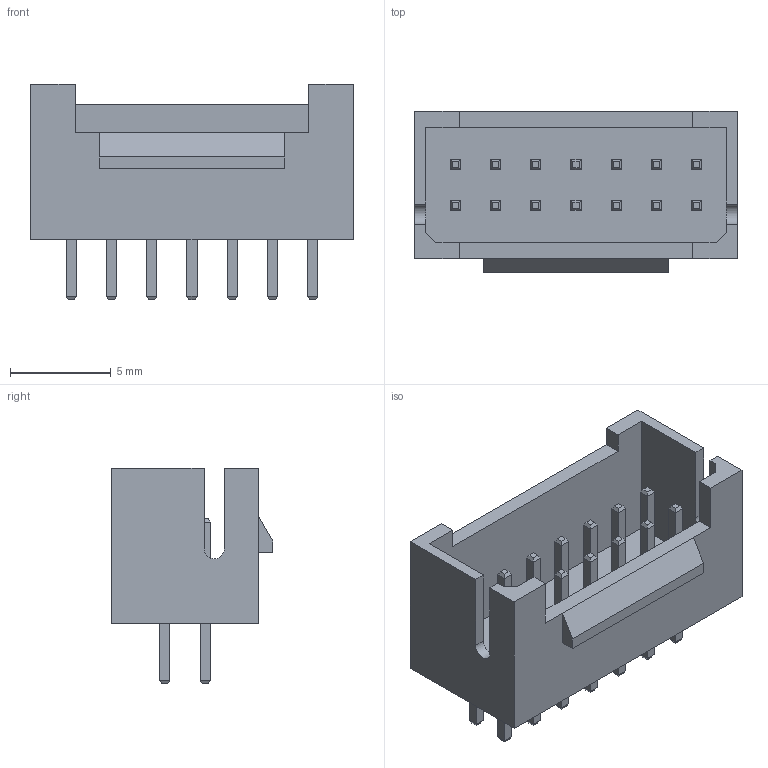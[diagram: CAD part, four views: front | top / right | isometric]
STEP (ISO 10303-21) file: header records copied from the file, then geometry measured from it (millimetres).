
FILE_DESCRIPTION (( 'STEP AP214' ), '1' );
FILE_NAME ('User Library-phb-2x7.STEP', '2021-01-23T07:25:57', ( '' ), ( '' ), 'SwSTEP 2.0', 'SolidWorks 2020', '' );
FILE_SCHEMA (( 'AUTOMOTIVE_DESIGN' ));
Length unit declared in the file: millimetre
Products named in the file (3): User Library-phb-2x7; PIN_0_5X0_5; PHB-2X7
Assembly tree (15 placements, depth 2):
  User Library-phb-2x7
    PHB-2X7
    PIN_0_5X0_5  x14
Bounding box: 16 x 8 x 10.7 mm (x, y, z)
Volume: 344.3 mm3; surface area: 1042.6 mm2
Topology: 15 solids, 15 shells, 285 faces, 651 edges, 396 vertices
Faces by surface type: plane 283, cylinder 2
Entity records: 4628 total; most frequent: CARTESIAN_POINT 596, ORIENTED_EDGE 574, DIRECTION 533, EDGE_CURVE 287, VECTOR 283, LINE 283, VERTEX_POINT 188, EDGE_LOOP 131
